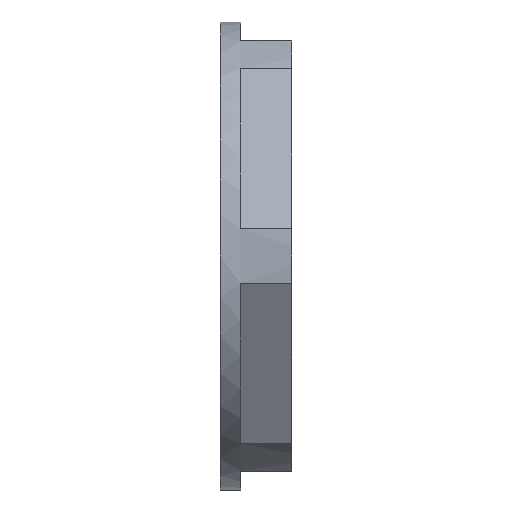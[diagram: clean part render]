
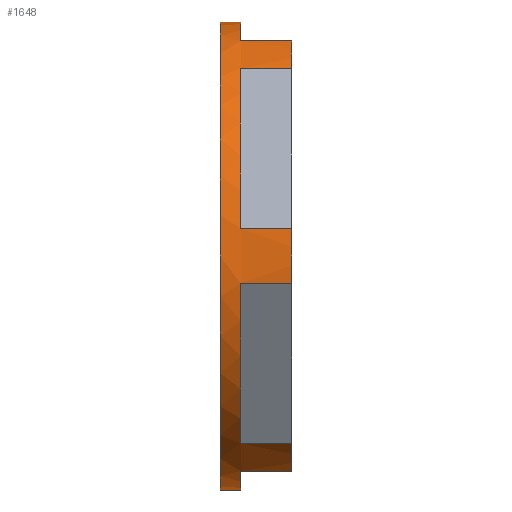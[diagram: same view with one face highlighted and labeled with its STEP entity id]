
A CAD part, left-side view. The second image highlights one B-rep face of the part: STEP entity #1648.
In plain terms, the highlighted cylindrical face has radius 22.85 mm (diameter 45.7 mm), a partial arc.
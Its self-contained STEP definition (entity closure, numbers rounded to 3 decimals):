
#1 = CARTESIAN_POINT ( 'NONE',  ( 0., -16.8, 122.85 ) ) ;
#12 = CARTESIAN_POINT ( 'NONE',  ( -9.007, -16.8, 79. ) ) ;
#13 = CARTESIAN_POINT ( 'NONE',  ( -9.007, -21.8, 79. ) ) ;
#17 = CARTESIAN_POINT ( 'NONE',  ( 0., -14.8, 77.15 ) ) ;
#19 = CARTESIAN_POINT ( 'NONE',  ( -22.69, -16.8, 102.7 ) ) ;
#29 = CARTESIAN_POINT ( 'NONE',  ( -22.69, -21.8, 97.3 ) ) ;
#38 = CARTESIAN_POINT ( 'NONE',  ( -13.683, -21.8, 81.7 ) ) ;
#42 = CARTESIAN_POINT ( 'NONE',  ( -22.69, -16.8, 97.3 ) ) ;
#53 = CARTESIAN_POINT ( 'NONE',  ( -13.683, -16.8, 118.3 ) ) ;
#55 = CARTESIAN_POINT ( 'NONE',  ( -13.683, -16.8, 81.7 ) ) ;
#78 = CARTESIAN_POINT ( 'NONE',  ( -9.007, -21.8, 121. ) ) ;
#85 = CARTESIAN_POINT ( 'NONE',  ( 0., -14.8, 122.85 ) ) ;
#90 = CARTESIAN_POINT ( 'NONE',  ( -22.69, -21.8, 102.7 ) ) ;
#97 = CARTESIAN_POINT ( 'NONE',  ( -13.683, -21.8, 118.3 ) ) ;
#109 = CARTESIAN_POINT ( 'NONE',  ( 0., -16.8, 77.15 ) ) ;
#113 = CARTESIAN_POINT ( 'NONE',  ( -9.007, -16.8, 121. ) ) ;
#114 = DIRECTION ( 'NONE',  ( 0., 1., 0. ) ) ;
#117 = DIRECTION ( 'NONE',  ( 0., 0., 1. ) ) ;
#118 = DIRECTION ( 'NONE',  ( 0., -1., 0. ) ) ;
#121 = CARTESIAN_POINT ( 'NONE',  ( -22.69, -4.8, 102.7 ) ) ;
#127 = LINE ( 'NONE', #141, #1767 ) ;
#128 = CARTESIAN_POINT ( 'NONE',  ( -13.683, -4.8, 81.7 ) ) ;
#132 = DIRECTION ( 'NONE',  ( 0., 1., 0. ) ) ;
#134 = LINE ( 'NONE', #121, #1768 ) ;
#138 = DIRECTION ( 'NONE',  ( 0., 1., 0. ) ) ;
#139 = LINE ( 'NONE', #128, #1753 ) ;
#141 = CARTESIAN_POINT ( 'NONE',  ( -22.69, -4.8, 97.3 ) ) ;
#148 = CARTESIAN_POINT ( 'NONE',  ( 0., -16.8, 100. ) ) ;
#178 = CARTESIAN_POINT ( 'NONE',  ( -13.683, -4.8, 118.3 ) ) ;
#179 = DIRECTION ( 'NONE',  ( 0., -1., 0. ) ) ;
#188 = LINE ( 'NONE', #178, #1763 ) ;
#263 = VERTEX_POINT ( 'NONE', #29 ) ;
#283 = VERTEX_POINT ( 'NONE', #12 ) ;
#295 = VERTEX_POINT ( 'NONE', #19 ) ;
#302 = VERTEX_POINT ( 'NONE', #17 ) ;
#308 = VERTEX_POINT ( 'NONE', #53 ) ;
#309 = VERTEX_POINT ( 'NONE', #38 ) ;
#314 = VERTEX_POINT ( 'NONE', #42 ) ;
#318 = VERTEX_POINT ( 'NONE', #55 ) ;
#319 = VERTEX_POINT ( 'NONE', #1 ) ;
#321 = VERTEX_POINT ( 'NONE', #13 ) ;
#323 = VERTEX_POINT ( 'NONE', #85 ) ;
#325 = VERTEX_POINT ( 'NONE', #109 ) ;
#358 = VERTEX_POINT ( 'NONE', #78 ) ;
#362 = EDGE_LOOP ( 'NONE', ( #555, #526, #562, #506, #584, #564, #570, #557, #576, #574, #529, #527, #509, #578, #580, #565 ) ) ;
#366 = VERTEX_POINT ( 'NONE', #97 ) ;
#367 = VERTEX_POINT ( 'NONE', #113 ) ;
#387 = VERTEX_POINT ( 'NONE', #90 ) ;
#506 = ORIENTED_EDGE ( 'NONE', *, *, #1582, .T. ) ;
#509 = ORIENTED_EDGE ( 'NONE', *, *, #1594, .T. ) ;
#526 = ORIENTED_EDGE ( 'NONE', *, *, #1588, .T. ) ;
#527 = ORIENTED_EDGE ( 'NONE', *, *, #1576, .T. ) ;
#529 = ORIENTED_EDGE ( 'NONE', *, *, #1533, .T. ) ;
#555 = ORIENTED_EDGE ( 'NONE', *, *, #1635, .F. ) ;
#557 = ORIENTED_EDGE ( 'NONE', *, *, #1583, .T. ) ;
#562 = ORIENTED_EDGE ( 'NONE', *, *, #1593, .T. ) ;
#564 = ORIENTED_EDGE ( 'NONE', *, *, #1519, .T. ) ;
#565 = ORIENTED_EDGE ( 'NONE', *, *, #1562, .T. ) ;
#570 = ORIENTED_EDGE ( 'NONE', *, *, #1520, .T. ) ;
#574 = ORIENTED_EDGE ( 'NONE', *, *, #1580, .T. ) ;
#576 = ORIENTED_EDGE ( 'NONE', *, *, #1521, .T. ) ;
#578 = ORIENTED_EDGE ( 'NONE', *, *, #1585, .T. ) ;
#580 = ORIENTED_EDGE ( 'NONE', *, *, #1636, .T. ) ;
#584 = ORIENTED_EDGE ( 'NONE', *, *, #1522, .T. ) ;
#645 = DIRECTION ( 'NONE',  ( 0., 0., 1. ) ) ;
#655 = CARTESIAN_POINT ( 'NONE',  ( 0., -14.8, 100. ) ) ;
#668 = DIRECTION ( 'NONE',  ( 0., -1., 0. ) ) ;
#675 = DIRECTION ( 'NONE',  ( 0., 1., 0. ) ) ;
#702 = CARTESIAN_POINT ( 'NONE',  ( 0., -21.8, 100. ) ) ;
#727 = DIRECTION ( 'NONE',  ( 0., 0., 1. ) ) ;
#743 = CARTESIAN_POINT ( 'NONE',  ( 0., -21.8, 100. ) ) ;
#749 = DIRECTION ( 'NONE',  ( 0., 0., 1. ) ) ;
#753 = DIRECTION ( 'NONE',  ( 0., 0., 1. ) ) ;
#767 = CARTESIAN_POINT ( 'NONE',  ( 0., -16.8, 100. ) ) ;
#775 = DIRECTION ( 'NONE',  ( 0., 1., 0. ) ) ;
#782 = DIRECTION ( 'NONE',  ( 0., 1., 0. ) ) ;
#791 = DIRECTION ( 'NONE',  ( 0., 0., 1. ) ) ;
#799 = DIRECTION ( 'NONE',  ( 0., 1., 0. ) ) ;
#800 = DIRECTION ( 'NONE',  ( 0., 1., 0. ) ) ;
#803 = CARTESIAN_POINT ( 'NONE',  ( 0., -21.8, 100. ) ) ;
#804 = DIRECTION ( 'NONE',  ( 0., 1., 0. ) ) ;
#805 = DIRECTION ( 'NONE',  ( 0., 0., 1. ) ) ;
#810 = CARTESIAN_POINT ( 'NONE',  ( 0., -16.8, 100. ) ) ;
#811 = CARTESIAN_POINT ( 'NONE',  ( 0., -16.8, 100. ) ) ;
#813 = DIRECTION ( 'NONE',  ( 0., 0., 1. ) ) ;
#817 = CARTESIAN_POINT ( 'NONE',  ( -9.007, -4.8, 79. ) ) ;
#821 = LINE ( 'NONE', #817, #1817 ) ;
#822 = DIRECTION ( 'NONE',  ( 0., 1., 0. ) ) ;
#824 = DIRECTION ( 'NONE',  ( 0., -1., 0. ) ) ;
#825 = LINE ( 'NONE', #828, #1681 ) ;
#828 = CARTESIAN_POINT ( 'NONE',  ( -9.007, -4.8, 121. ) ) ;
#1051 = LINE ( 'NONE', #1091, #1700 ) ;
#1091 = CARTESIAN_POINT ( 'NONE',  ( 0., -4.8, 77.15 ) ) ;
#1096 = DIRECTION ( 'NONE',  ( 0., 1., 0. ) ) ;
#1098 = LINE ( 'NONE', #1110, #1692 ) ;
#1102 = DIRECTION ( 'NONE',  ( 0., 1., 0. ) ) ;
#1110 = CARTESIAN_POINT ( 'NONE',  ( 0., -4.8, 122.85 ) ) ;
#1167 = CYLINDRICAL_SURFACE ( 'NONE', #1702, 22.85 ) ;
#1174 = FACE_OUTER_BOUND ( 'NONE', #362, .T. ) ;
#1175 = CARTESIAN_POINT ( 'NONE',  ( 0., -4.8, 100. ) ) ;
#1179 = DIRECTION ( 'NONE',  ( 0., 1., 0. ) ) ;
#1180 = DIRECTION ( 'NONE',  ( 0., 0., 1. ) ) ;
#1519 = EDGE_CURVE ( 'NONE', #318, #314, #1761, .T. ) ;
#1520 = EDGE_CURVE ( 'NONE', #314, #263, #127, .T. ) ;
#1521 = EDGE_CURVE ( 'NONE', #387, #295, #134, .T. ) ;
#1522 = EDGE_CURVE ( 'NONE', #309, #318, #139, .T. ) ;
#1533 = EDGE_CURVE ( 'NONE', #308, #366, #188, .T. ) ;
#1562 = EDGE_CURVE ( 'NONE', #323, #302, #1803, .T. ) ;
#1576 = EDGE_CURVE ( 'NONE', #366, #358, #1807, .T. ) ;
#1580 = EDGE_CURVE ( 'NONE', #295, #308, #1780, .T. ) ;
#1582 = EDGE_CURVE ( 'NONE', #321, #309, #1793, .T. ) ;
#1583 = EDGE_CURVE ( 'NONE', #263, #387, #1774, .T. ) ;
#1585 = EDGE_CURVE ( 'NONE', #367, #319, #1813, .T. ) ;
#1588 = EDGE_CURVE ( 'NONE', #325, #283, #1797, .T. ) ;
#1593 = EDGE_CURVE ( 'NONE', #283, #321, #821, .T. ) ;
#1594 = EDGE_CURVE ( 'NONE', #358, #367, #825, .T. ) ;
#1635 = EDGE_CURVE ( 'NONE', #325, #302, #1051, .T. ) ;
#1636 = EDGE_CURVE ( 'NONE', #319, #323, #1098, .T. ) ;
#1648 = ADVANCED_FACE ( 'NONE', ( #1174 ), #1167, .T. ) ;
#1681 = VECTOR ( 'NONE', #799, 1000. ) ;
#1692 = VECTOR ( 'NONE', #1096, 1000. ) ;
#1700 = VECTOR ( 'NONE', #1102, 1000. ) ;
#1702 = AXIS2_PLACEMENT_3D ( 'NONE', #1175, #1179, #1180 ) ;
#1753 = VECTOR ( 'NONE', #132, 1000. ) ;
#1760 = AXIS2_PLACEMENT_3D ( 'NONE', #148, #114, #117 ) ;
#1761 = CIRCLE ( 'NONE', #1760, 22.85 ) ;
#1763 = VECTOR ( 'NONE', #179, 1000. ) ;
#1767 = VECTOR ( 'NONE', #118, 1000. ) ;
#1768 = VECTOR ( 'NONE', #138, 1000. ) ;
#1774 = CIRCLE ( 'NONE', #1810, 22.85 ) ;
#1780 = CIRCLE ( 'NONE', #1790, 22.85 ) ;
#1786 = AXIS2_PLACEMENT_3D ( 'NONE', #655, #668, #645 ) ;
#1790 = AXIS2_PLACEMENT_3D ( 'NONE', #767, #775, #753 ) ;
#1792 = AXIS2_PLACEMENT_3D ( 'NONE', #810, #800, #791 ) ;
#1793 = CIRCLE ( 'NONE', #1795, 22.85 ) ;
#1795 = AXIS2_PLACEMENT_3D ( 'NONE', #743, #782, #749 ) ;
#1797 = CIRCLE ( 'NONE', #1800, 22.85 ) ;
#1799 = AXIS2_PLACEMENT_3D ( 'NONE', #702, #675, #727 ) ;
#1800 = AXIS2_PLACEMENT_3D ( 'NONE', #811, #822, #813 ) ;
#1803 = CIRCLE ( 'NONE', #1786, 22.85 ) ;
#1807 = CIRCLE ( 'NONE', #1799, 22.85 ) ;
#1810 = AXIS2_PLACEMENT_3D ( 'NONE', #803, #804, #805 ) ;
#1813 = CIRCLE ( 'NONE', #1792, 22.85 ) ;
#1817 = VECTOR ( 'NONE', #824, 1000. ) ;
